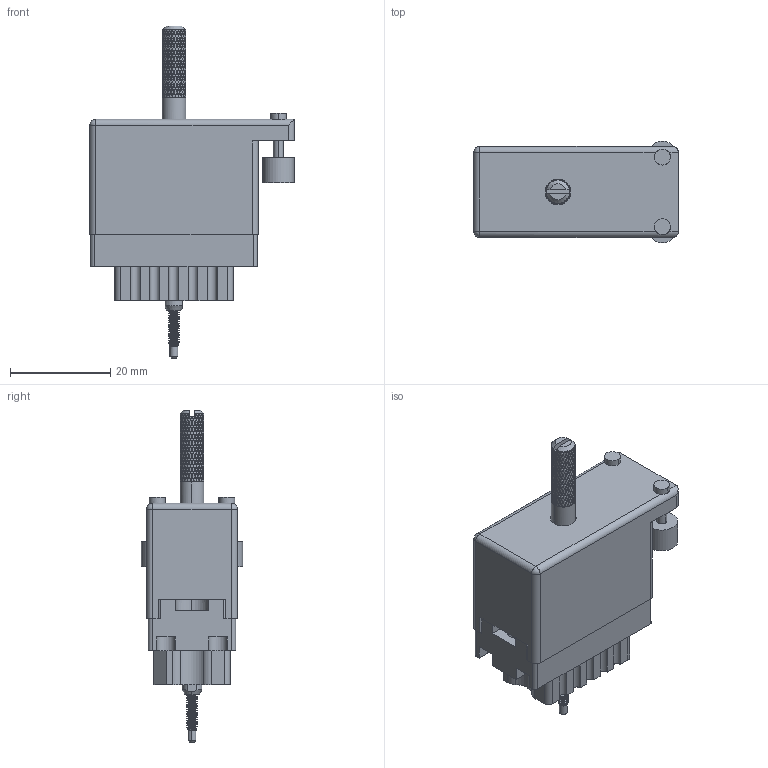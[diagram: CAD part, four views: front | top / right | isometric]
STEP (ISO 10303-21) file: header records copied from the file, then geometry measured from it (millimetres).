
FILE_DESCRIPTION (( 'STEP AP203' ), '1' );
FILE_NAME ('519-014-500-425.STEP', '2020-09-09T18:00:21', ( '' ), ( '' ), 'SwSTEP 2.0', 'SolidWorks 2020', '' );
FILE_SCHEMA (( 'CONFIG_CONTROL_DESIGN' ));
Length unit declared in the file: inch
Products named in the file (10): 516-230-001_Plastic - 020 Side Entry; 516-250-021-102_519; 516-253-025-100; 516-250-020-111; 519 Receptacle Insulator_014; 519-014-500-425; 516-252-022-102; Actuating Screw Assy 020; 516-292-001_500 Contact; 516-251-025-100
Assembly tree (22 placements, depth 3):
  519-014-500-425
    519 Receptacle Insulator_014
    516-292-001_500 Contact  x14
    Actuating Screw Assy 020
      516-251-025-100
      516-250-021-102_519
      516-250-020-111
      516-253-025-100
      516-252-022-102
    516-230-001_Plastic - 020 Side Entry
Bounding box: 40.87 x 20.24 x 66.29 mm (x, y, z)
Volume: 11226.9 mm3; surface area: 16850.1 mm2
Topology: 21 solids, 21 shells, 4281 faces, 10205 edges, 5976 vertices
Faces by surface type: bspline 2106, cylinder 1121, plane 1032, cone 20, sphere 2
Entity records: 179829 total; most frequent: CARTESIAN_POINT 128860, ORIENTED_EDGE 14686, EDGE_CURVE 7343, DIRECTION 5195, VERTEX_POINT 4078, EDGE_LOOP 3369, ADVANCED_FACE 3293, FACE_OUTER_BOUND 3293
